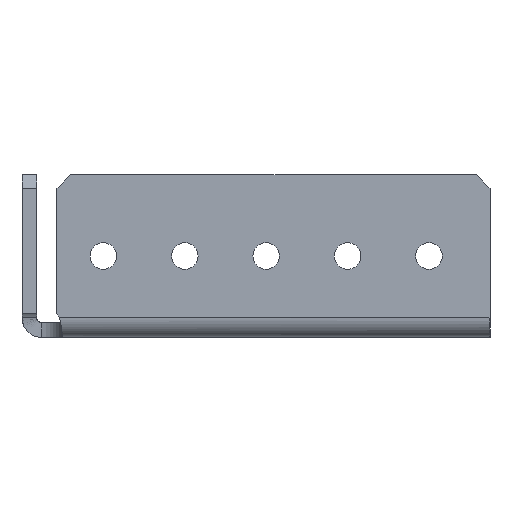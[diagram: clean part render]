
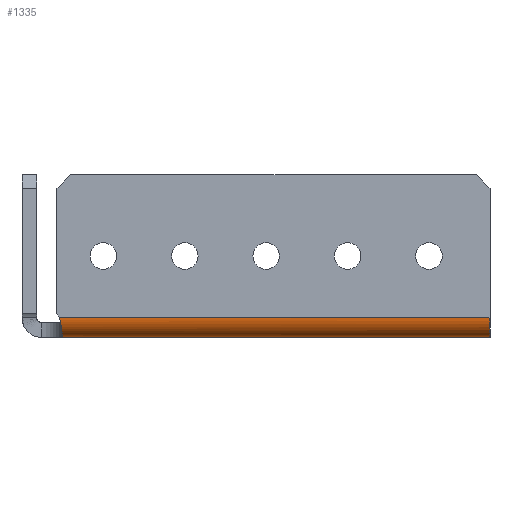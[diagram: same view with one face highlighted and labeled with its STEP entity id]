
A CAD part, front view. The second image highlights one B-rep face of the part: STEP entity #1335.
In plain terms, the highlighted cylindrical face has radius 3.099 mm (diameter 6.198 mm), a partial arc.
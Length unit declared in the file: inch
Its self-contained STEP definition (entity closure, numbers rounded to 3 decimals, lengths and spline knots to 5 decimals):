
#43 = CYLINDRICAL_SURFACE ( 'NONE', #896, 0.122 ) ;
#54 = EDGE_CURVE ( 'NONE', #1326, #2171, #443, .T. ) ;
#89 = CARTESIAN_POINT ( 'NONE',  ( 0.15421, 0.032, 0. ) ) ;
#118 = CARTESIAN_POINT ( 'NONE',  ( 2.785, 0.032, 0. ) ) ;
#119 = CARTESIAN_POINT ( 'NONE',  ( 0.14752, -0.08622, 0.08754 ) ) ;
#162 = ORIENTED_EDGE ( 'NONE', *, *, #803, .F. ) ;
#187 = EDGE_CURVE ( 'NONE', #2171, #1218, #1644, .T. ) ;
#205 = CARTESIAN_POINT ( 'NONE',  ( 0.14059, -0.09, 0.122 ) ) ;
#207 = LINE ( 'NONE', #712, #683 ) ;
#227 = CARTESIAN_POINT ( 'NONE',  ( 0.15421, 0.032, 0. ) ) ;
#245 = DIRECTION ( 'NONE',  ( 1., 0., 0. ) ) ;
#369 = DIRECTION ( 'NONE',  ( 1., 0., 0. ) ) ;
#411 = VECTOR ( 'NONE', #2219, 39.37008 ) ;
#431 = CARTESIAN_POINT ( 'NONE',  ( -1.17834, 0.032, 0.122 ) ) ;
#443 = LINE ( 'NONE', #118, #411 ) ;
#512 = AXIS2_PLACEMENT_3D ( 'NONE', #1398, #369, #1585 ) ;
#683 = VECTOR ( 'NONE', #1748, 39.37008 ) ;
#712 = CARTESIAN_POINT ( 'NONE',  ( 0., -0.09, 0.122 ) ) ;
#803 = EDGE_CURVE ( 'NONE', #893, #1326, #977, .T. ) ;
#893 = VERTEX_POINT ( 'NONE', #2107 ) ;
#896 = AXIS2_PLACEMENT_3D ( 'NONE', #431, #245, #1469 ) ;
#977 = CIRCLE ( 'NONE', #512, 0.122 ) ;
#989 = FACE_OUTER_BOUND ( 'NONE', #1362, .T. ) ;
#1005 = CARTESIAN_POINT ( 'NONE',  ( 0.14439, -0.09, 0.10455 ) ) ;
#1159 = CARTESIAN_POINT ( 'NONE',  ( 0.15661, 0.0026, 0.00262 ) ) ;
#1171 = CARTESIAN_POINT ( 'NONE',  ( 0.14059, -0.09, 0.122 ) ) ;
#1180 = CARTESIAN_POINT ( 'NONE',  ( 0.15653, -0.03942, 0.02181 ) ) ;
#1218 = VERTEX_POINT ( 'NONE', #205 ) ;
#1231 = ORIENTED_EDGE ( 'NONE', *, *, #187, .F. ) ;
#1326 = VERTEX_POINT ( 'NONE', #1807 ) ;
#1335 = ADVANCED_FACE ( 'NONE', ( #989 ), #43, .T. ) ;
#1343 = CARTESIAN_POINT ( 'NONE',  ( 0.157, -0.02586, 0.01352 ) ) ;
#1362 = EDGE_LOOP ( 'NONE', ( #162, #1364, #1231, #2115 ) ) ;
#1364 = ORIENTED_EDGE ( 'NONE', *, *, #1696, .T. ) ;
#1398 = CARTESIAN_POINT ( 'NONE',  ( 2.785, 0.032, 0.122 ) ) ;
#1469 = DIRECTION ( 'NONE',  ( 0., 0., -1. ) ) ;
#1490 = CARTESIAN_POINT ( 'NONE',  ( 0.15574, 0.0175, 0. ) ) ;
#1585 = DIRECTION ( 'NONE',  ( 0., 0., -1. ) ) ;
#1644 = B_SPLINE_CURVE_WITH_KNOTS ( 'NONE', 3,
 ( #89, #1490, #1159, #1343, #1180, #1792, #1965, #119, #1005, #1171 ),
 .UNSPECIFIED., .F., .F.,
 ( 4, 2, 2, 2, 4 ),
 ( 0., 0.25, 0.5, 0.75, 1. ),
 .UNSPECIFIED. ) ;
#1696 = EDGE_CURVE ( 'NONE', #893, #1218, #207, .T. ) ;
#1748 = DIRECTION ( 'NONE',  ( -1., 0., 0. ) ) ;
#1792 = CARTESIAN_POINT ( 'NONE',  ( 0.15426, -0.0628, 0.04356 ) ) ;
#1807 = CARTESIAN_POINT ( 'NONE',  ( 2.785, 0.032, 0. ) ) ;
#1965 = CARTESIAN_POINT ( 'NONE',  ( 0.15246, -0.07261, 0.05704 ) ) ;
#2107 = CARTESIAN_POINT ( 'NONE',  ( 2.785, -0.09, 0.122 ) ) ;
#2115 = ORIENTED_EDGE ( 'NONE', *, *, #54, .F. ) ;
#2171 = VERTEX_POINT ( 'NONE', #227 ) ;
#2219 = DIRECTION ( 'NONE',  ( -1., 0., 0. ) ) ;
